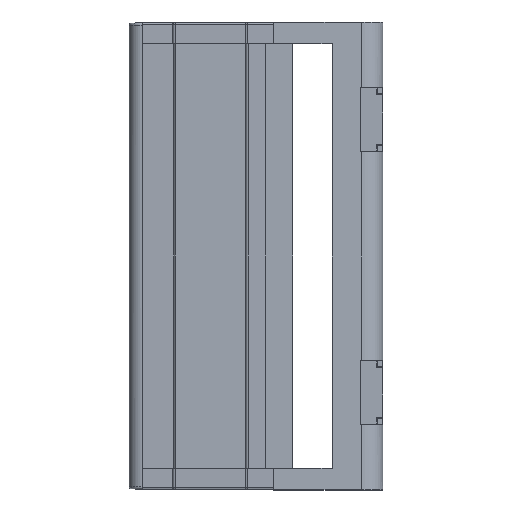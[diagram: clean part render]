
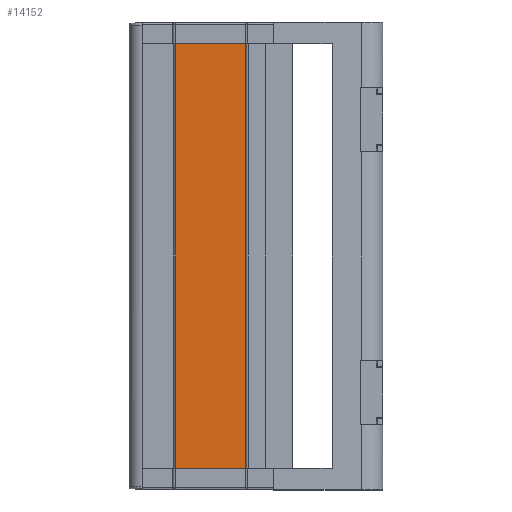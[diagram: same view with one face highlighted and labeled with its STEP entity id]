
A CAD part, left-side view. The second image highlights one B-rep face of the part: STEP entity #14152.
In plain terms, the highlighted planar face has unit normal (-1, 0, 0).
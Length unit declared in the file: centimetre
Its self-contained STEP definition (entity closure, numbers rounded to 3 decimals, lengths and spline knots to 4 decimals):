
#2378 = EDGE_CURVE ( 'NONE', #10937, #8336, #3146, .T. ) ;
#2854 = ORIENTED_EDGE ( 'NONE', *, *, #2883, .T. ) ;
#2883 = EDGE_CURVE ( 'NONE', #21090, #8336, #3688, .T. ) ;
#3146 = LINE ( 'NONE', #20403, #16968 ) ;
#3688 = LINE ( 'NONE', #23731, #24252 ) ;
#4121 = ORIENTED_EDGE ( 'NONE', *, *, #5885, .F. ) ;
#4733 = ORIENTED_EDGE ( 'NONE', *, *, #2378, .F. ) ;
#5219 = CARTESIAN_POINT ( 'NONE',  ( -3.0806, 1.9693, -5.35 ) ) ;
#5885 = EDGE_CURVE ( 'NONE', #8728, #10937, #20617, .T. ) ;
#6163 = DIRECTION ( 'NONE',  ( 1., 0., 0. ) ) ;
#6201 = ORIENTED_EDGE ( 'NONE', *, *, #14411, .T. ) ;
#8336 = VERTEX_POINT ( 'NONE', #8859 ) ;
#8728 = VERTEX_POINT ( 'NONE', #20339 ) ;
#8859 = CARTESIAN_POINT ( 'NONE',  ( -3.0806, 3.5695, -0.5 ) ) ;
#9606 = DIRECTION ( 'NONE',  ( 0., 1., 0. ) ) ;
#10249 = CARTESIAN_POINT ( 'NONE',  ( -3.0806, 1.9693, -0.5 ) ) ;
#10798 = DIRECTION ( 'NONE',  ( 0., 0., 1. ) ) ;
#10937 = VERTEX_POINT ( 'NONE', #18953 ) ;
#11731 = PLANE ( 'NONE',  #17422 ) ;
#12395 = DIRECTION ( 'NONE',  ( 0., 1., 0. ) ) ;
#12989 = DIRECTION ( 'NONE',  ( 0., 0., 1. ) ) ;
#14152 = ADVANCED_FACE ( 'NONE', ( #22264 ), #11731, .F. ) ;
#14411 = EDGE_CURVE ( 'NONE', #8728, #21090, #19599, .T. ) ;
#15493 = VECTOR ( 'NONE', #10798, 100. ) ;
#15524 = CARTESIAN_POINT ( 'NONE',  ( -3.0806, 3.5695, -5.35 ) ) ;
#16968 = VECTOR ( 'NONE', #12989, 100. ) ;
#17411 = VECTOR ( 'NONE', #9606, 100. ) ;
#17422 = AXIS2_PLACEMENT_3D ( 'NONE', #15524, #6163, #19318 ) ;
#18953 = CARTESIAN_POINT ( 'NONE',  ( -3.0806, 3.5695, -10.2 ) ) ;
#19179 = EDGE_LOOP ( 'NONE', ( #2854, #4733, #4121, #6201 ) ) ;
#19318 = DIRECTION ( 'NONE',  ( 0., 1., 0. ) ) ;
#19599 = LINE ( 'NONE', #5219, #15493 ) ;
#20339 = CARTESIAN_POINT ( 'NONE',  ( -3.0806, 1.9693, -10.2 ) ) ;
#20403 = CARTESIAN_POINT ( 'NONE',  ( -3.0806, 3.5695, -5.35 ) ) ;
#20617 = LINE ( 'NONE', #20942, #17411 ) ;
#20942 = CARTESIAN_POINT ( 'NONE',  ( -3.0806, 3.5695, -10.2 ) ) ;
#21090 = VERTEX_POINT ( 'NONE', #10249 ) ;
#22264 = FACE_OUTER_BOUND ( 'NONE', #19179, .T. ) ;
#23731 = CARTESIAN_POINT ( 'NONE',  ( -3.0806, 3.5695, -0.5 ) ) ;
#24252 = VECTOR ( 'NONE', #12395, 100. ) ;
